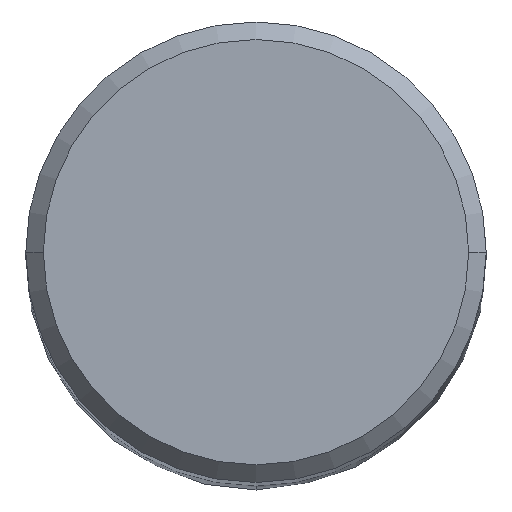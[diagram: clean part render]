
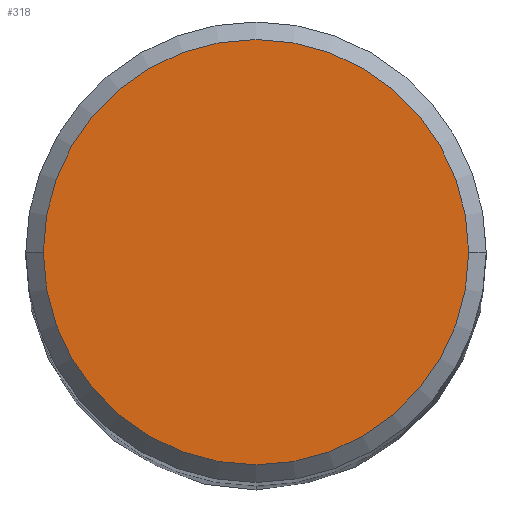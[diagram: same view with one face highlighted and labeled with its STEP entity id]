
A CAD part, top view. The second image highlights one B-rep face of the part: STEP entity #318.
In plain terms, the highlighted planar face has unit normal (0, 0, 1).
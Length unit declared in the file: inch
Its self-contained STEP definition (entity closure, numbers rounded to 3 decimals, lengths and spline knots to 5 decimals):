
#6 = AXIS2_PLACEMENT_3D ( 'NONE', #243, #189, #25 ) ;
#20 = AXIS2_PLACEMENT_3D ( 'NONE', #123, #121, #227 ) ;
#25 = DIRECTION ( 'NONE',  ( 1., 0., 0. ) ) ;
#68 = EDGE_LOOP ( 'NONE', ( #120, #174 ) ) ;
#82 = VERTEX_POINT ( 'NONE', #197 ) ;
#91 = VERTEX_POINT ( 'NONE', #232 ) ;
#112 = EDGE_CURVE ( 'NONE', #82, #91, #222, .T. ) ;
#120 = ORIENTED_EDGE ( 'NONE', *, *, #112, .T. ) ;
#121 = DIRECTION ( 'NONE',  ( 0., 0., 1. ) ) ;
#123 = CARTESIAN_POINT ( 'NONE',  ( 0., 0., 3.93701 ) ) ;
#128 = EDGE_CURVE ( 'NONE', #91, #82, #156, .T. ) ;
#135 = DIRECTION ( 'NONE',  ( 0., 0., 1. ) ) ;
#148 = FACE_OUTER_BOUND ( 'NONE', #68, .T. ) ;
#156 = CIRCLE ( 'NONE', #208, 0.18185 ) ;
#174 = ORIENTED_EDGE ( 'NONE', *, *, #128, .T. ) ;
#189 = DIRECTION ( 'NONE',  ( 0., 0., 1. ) ) ;
#197 = CARTESIAN_POINT ( 'NONE',  ( -0.18185, 0., 3.93701 ) ) ;
#208 = AXIS2_PLACEMENT_3D ( 'NONE', #210, #135, #238 ) ;
#210 = CARTESIAN_POINT ( 'NONE',  ( 0., 0., 3.93701 ) ) ;
#222 = CIRCLE ( 'NONE', #6, 0.18185 ) ;
#227 = DIRECTION ( 'NONE',  ( 1., 0., 0. ) ) ;
#232 = CARTESIAN_POINT ( 'NONE',  ( 0.18185, 0., 3.93701 ) ) ;
#238 = DIRECTION ( 'NONE',  ( 1., 0., 0. ) ) ;
#243 = CARTESIAN_POINT ( 'NONE',  ( 0., 0., 3.93701 ) ) ;
#313 = PLANE ( 'NONE',  #20 ) ;
#318 = ADVANCED_FACE ( 'NONE', ( #148 ), #313, .T. ) ;
